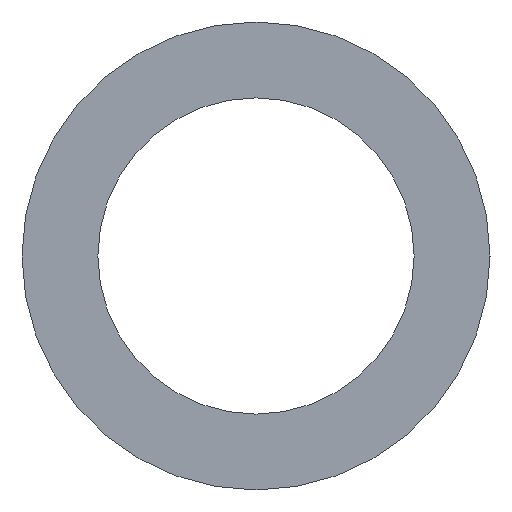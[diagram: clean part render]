
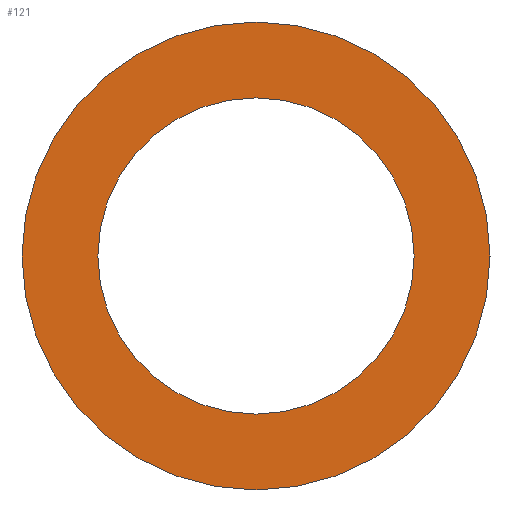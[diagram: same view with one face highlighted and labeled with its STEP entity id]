
A CAD part, left-side view. The second image highlights one B-rep face of the part: STEP entity #121.
In plain terms, the highlighted planar face has unit normal (-1, 0, 0).
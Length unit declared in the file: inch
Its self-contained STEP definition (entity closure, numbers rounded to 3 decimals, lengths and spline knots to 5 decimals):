
#5 = FACE_OUTER_BOUND ( 'NONE', #76, .T. ) ;
#12 = DIRECTION ( 'NONE',  ( -1., 0., 0. ) ) ;
#18 = EDGE_CURVE ( 'NONE', #137, #137, #96, .T. ) ;
#30 = AXIS2_PLACEMENT_3D ( 'NONE', #100, #52, #93 ) ;
#38 = VERTEX_POINT ( 'NONE', #84 ) ;
#43 = CIRCLE ( 'NONE', #97, 0.0125 ) ;
#46 = ORIENTED_EDGE ( 'NONE', *, *, #48, .F. ) ;
#48 = EDGE_CURVE ( 'NONE', #38, #38, #43, .T. ) ;
#49 = DIRECTION ( 'NONE',  ( 0., 0., 1. ) ) ;
#52 = DIRECTION ( 'NONE',  ( 1., 0., 0. ) ) ;
#53 = CARTESIAN_POINT ( 'NONE',  ( 0., 0., 0.0185 ) ) ;
#60 = AXIS2_PLACEMENT_3D ( 'NONE', #111, #120, #49 ) ;
#76 = EDGE_LOOP ( 'NONE', ( #109 ) ) ;
#82 = PLANE ( 'NONE',  #30 ) ;
#84 = CARTESIAN_POINT ( 'NONE',  ( 0., 0., 0.0125 ) ) ;
#93 = DIRECTION ( 'NONE',  ( 0., 0., -1. ) ) ;
#96 = CIRCLE ( 'NONE', #60, 0.0185 ) ;
#97 = AXIS2_PLACEMENT_3D ( 'NONE', #141, #12, #103 ) ;
#98 = EDGE_LOOP ( 'NONE', ( #46 ) ) ;
#100 = CARTESIAN_POINT ( 'NONE',  ( 0., 0.0185, 0. ) ) ;
#103 = DIRECTION ( 'NONE',  ( 0., 0., 1. ) ) ;
#109 = ORIENTED_EDGE ( 'NONE', *, *, #18, .T. ) ;
#111 = CARTESIAN_POINT ( 'NONE',  ( 0., 0., 0. ) ) ;
#120 = DIRECTION ( 'NONE',  ( -1., 0., 0. ) ) ;
#121 = ADVANCED_FACE ( 'NONE', ( #126, #5 ), #82, .F. ) ;
#126 = FACE_BOUND ( 'NONE', #98, .T. ) ;
#137 = VERTEX_POINT ( 'NONE', #53 ) ;
#141 = CARTESIAN_POINT ( 'NONE',  ( 0., 0., 0. ) ) ;
